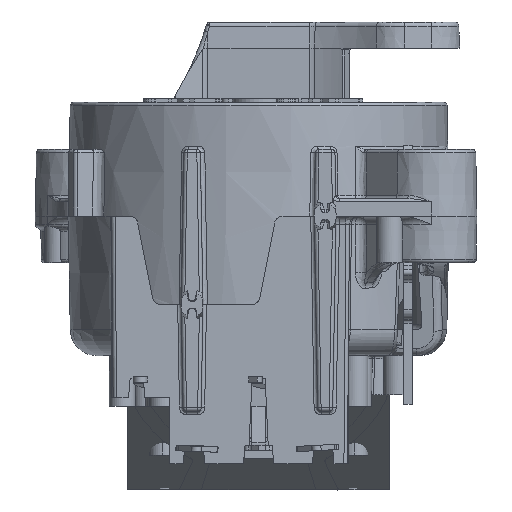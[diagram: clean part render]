
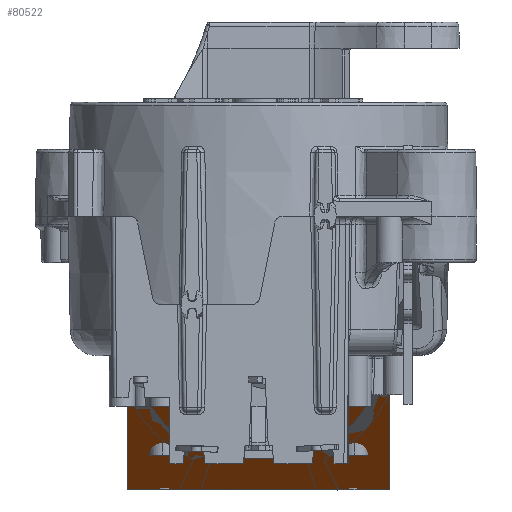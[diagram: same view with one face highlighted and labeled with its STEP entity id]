
A CAD part, front view. The second image highlights one B-rep face of the part: STEP entity #80522.
In plain terms, the highlighted planar face has unit normal (0, -0.643, -0.766).
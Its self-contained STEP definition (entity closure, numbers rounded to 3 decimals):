
#80483=DIRECTION('',(0.,-0.766,0.643));
#80484=VECTOR('',#80483,8.463);
#80485=CARTESIAN_POINT('',(-7.5,8.896,-14.));
#80486=LINE('',#80485,#80484);
#80487=DIRECTION('',(1.,0.,0.));
#80488=VECTOR('',#80487,15.);
#80489=CARTESIAN_POINT('',(-7.5,2.413,-8.56));
#80490=LINE('',#80489,#80488);
#80491=DIRECTION('',(0.,0.766,-0.643));
#80492=VECTOR('',#80491,8.463);
#80493=CARTESIAN_POINT('',(7.5,2.413,-8.56));
#80494=LINE('',#80493,#80492);
#80495=DIRECTION('',(-1.,0.,0.));
#80496=VECTOR('',#80495,15.);
#80497=CARTESIAN_POINT('',(7.5,8.896,-14.));
#80498=LINE('',#80497,#80496);
#80499=CARTESIAN_POINT('',(-7.5,2.413,-8.56));
#80500=CARTESIAN_POINT('',(-7.5,8.896,-14.));
#80501=VERTEX_POINT('',#80499);
#80502=VERTEX_POINT('',#80500);
#80503=CARTESIAN_POINT('',(7.5,2.413,-8.56));
#80504=CARTESIAN_POINT('',(7.5,8.896,-14.));
#80505=VERTEX_POINT('',#80503);
#80506=VERTEX_POINT('',#80504);
#80507=CARTESIAN_POINT('',(-7.5,2.413,-8.56));
#80508=DIRECTION('',(0.,-0.643,-0.766));
#80509=DIRECTION('',(0.,0.766,-0.643));
#80510=AXIS2_PLACEMENT_3D('',#80507,#80508,#80509);
#80511=PLANE('',#80510);
#80513=ORIENTED_EDGE('',*,*,#80512,.T.);
#80515=ORIENTED_EDGE('',*,*,#80514,.T.);
#80517=ORIENTED_EDGE('',*,*,#80516,.T.);
#80519=ORIENTED_EDGE('',*,*,#80518,.T.);
#80520=EDGE_LOOP('',(#80513,#80515,#80517,#80519));
#80521=FACE_OUTER_BOUND('',#80520,.F.);
#80512=EDGE_CURVE('',#80502,#80501,#80486,.T.);
#80514=EDGE_CURVE('',#80501,#80505,#80490,.T.);
#80516=EDGE_CURVE('',#80505,#80506,#80494,.T.);
#80518=EDGE_CURVE('',#80506,#80502,#80498,.T.);
#80522=ADVANCED_FACE('',(#80521),#80511,.T.);
